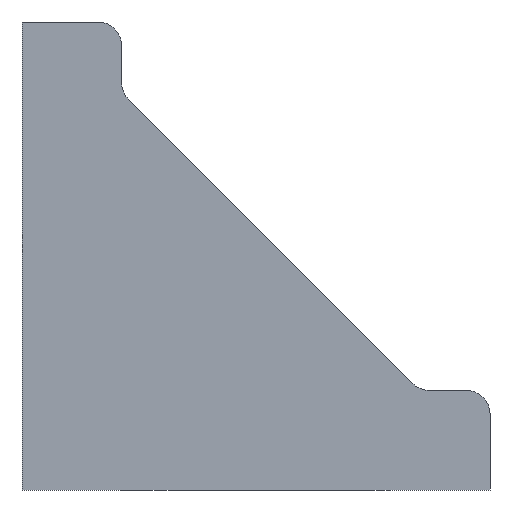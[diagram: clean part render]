
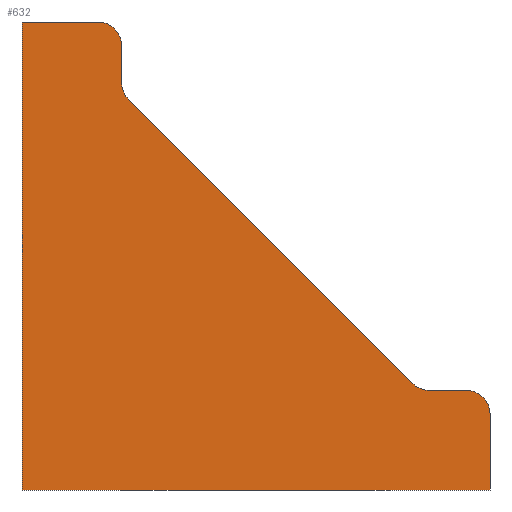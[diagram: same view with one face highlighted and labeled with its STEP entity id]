
A CAD part, left-side view. The second image highlights one B-rep face of the part: STEP entity #632.
In plain terms, the highlighted planar face has unit normal (-1, 0, 0).
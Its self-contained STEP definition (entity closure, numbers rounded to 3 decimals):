
#34=PLANE('',#702);
#66=FACE_OUTER_BOUND('',#98,.T.);
#98=EDGE_LOOP('',(#550,#551,#552,#553,#554,#555,#556,#557,#558,#559,#560));
#109=LINE('',#899,#175);
#119=LINE('',#927,#185);
#142=LINE('',#989,#208);
#147=LINE('',#999,#213);
#168=LINE('',#1059,#234);
#169=LINE('',#1062,#235);
#170=LINE('',#1063,#236);
#175=VECTOR('',#719,10.);
#185=VECTOR('',#743,10.);
#208=VECTOR('',#798,10.);
#213=VECTOR('',#809,10.);
#234=VECTOR('',#872,10.);
#235=VECTOR('',#875,10.);
#236=VECTOR('',#876,10.);
#239=CIRCLE('',#652,2.);
#241=CIRCLE('',#656,2.);
#253=CIRCLE('',#679,2.);
#254=CIRCLE('',#682,2.);
#263=VERTEX_POINT('',#889);
#264=VERTEX_POINT('',#890);
#267=VERTEX_POINT('',#898);
#269=VERTEX_POINT('',#904);
#278=VERTEX_POINT('',#926);
#300=VERTEX_POINT('',#986);
#301=VERTEX_POINT('',#988);
#302=VERTEX_POINT('',#993);
#303=VERTEX_POINT('',#994);
#304=VERTEX_POINT('',#1001);
#322=VERTEX_POINT('',#1061);
#323=EDGE_CURVE('',#263,#264,#239,.T.);
#327=EDGE_CURVE('',#267,#264,#109,.T.);
#330=EDGE_CURVE('',#267,#269,#241,.T.);
#341=EDGE_CURVE('',#278,#269,#119,.T.);
#372=EDGE_CURVE('',#300,#301,#142,.T.);
#375=EDGE_CURVE('',#302,#303,#253,.T.);
#378=EDGE_CURVE('',#263,#303,#147,.T.);
#379=EDGE_CURVE('',#301,#304,#254,.T.);
#408=EDGE_CURVE('',#304,#302,#168,.T.);
#409=EDGE_CURVE('',#322,#300,#169,.T.);
#410=EDGE_CURVE('',#322,#278,#170,.T.);
#550=ORIENTED_EDGE('',*,*,#330,.F.);
#551=ORIENTED_EDGE('',*,*,#327,.T.);
#552=ORIENTED_EDGE('',*,*,#323,.F.);
#553=ORIENTED_EDGE('',*,*,#378,.T.);
#554=ORIENTED_EDGE('',*,*,#375,.F.);
#555=ORIENTED_EDGE('',*,*,#408,.F.);
#556=ORIENTED_EDGE('',*,*,#379,.F.);
#557=ORIENTED_EDGE('',*,*,#372,.F.);
#558=ORIENTED_EDGE('',*,*,#409,.F.);
#559=ORIENTED_EDGE('',*,*,#410,.T.);
#560=ORIENTED_EDGE('',*,*,#341,.T.);
#632=ADVANCED_FACE('',(#66),#34,.F.);
#652=AXIS2_PLACEMENT_3D('',#891,#711,#712);
#656=AXIS2_PLACEMENT_3D('',#905,#724,#725);
#679=AXIS2_PLACEMENT_3D('',#995,#803,#804);
#682=AXIS2_PLACEMENT_3D('',#1002,#812,#813);
#702=AXIS2_PLACEMENT_3D('',#1060,#873,#874);
#711=DIRECTION('center_axis',(-1.,0.,0.));
#712=DIRECTION('ref_axis',(0.,0.383,-0.924));
#719=DIRECTION('',(0.,1.,0.));
#724=DIRECTION('center_axis',(1.,0.,0.));
#725=DIRECTION('ref_axis',(0.,-0.707,0.707));
#743=DIRECTION('',(0.,0.,1.));
#798=DIRECTION('',(0.,-1.,0.));
#803=DIRECTION('center_axis',(-1.,0.,0.));
#804=DIRECTION('ref_axis',(0.,0.924,-0.383));
#809=DIRECTION('',(0.,0.707,0.707));
#812=DIRECTION('center_axis',(1.,0.,0.));
#813=DIRECTION('ref_axis',(0.,-0.707,0.707));
#872=DIRECTION('',(0.,0.,-1.));
#873=DIRECTION('center_axis',(1.,0.,0.));
#874=DIRECTION('ref_axis',(0.,1.,0.));
#875=DIRECTION('',(0.,0.,1.));
#876=DIRECTION('',(0.,-1.,0.));
#889=CARTESIAN_POINT('',(-17.5,-33.414,9.086));
#890=CARTESIAN_POINT('',(-17.5,-34.828,8.5));
#891=CARTESIAN_POINT('Origin',(-17.5,-34.828,10.5));
#898=CARTESIAN_POINT('',(-17.5,-38.,8.5));
#899=CARTESIAN_POINT('',(-17.5,-40.,8.5));
#904=CARTESIAN_POINT('',(-17.5,-40.,6.5));
#905=CARTESIAN_POINT('Origin',(-17.5,-38.,6.5));
#926=CARTESIAN_POINT('',(-17.5,-40.,0.));
#927=CARTESIAN_POINT('',(-17.5,-40.,0.));
#986=CARTESIAN_POINT('',(-17.5,0.,40.));
#988=CARTESIAN_POINT('',(-17.5,-6.5,40.));
#989=CARTESIAN_POINT('',(-17.5,0.,40.));
#993=CARTESIAN_POINT('',(-17.5,-8.5,34.828));
#994=CARTESIAN_POINT('',(-17.5,-9.086,33.414));
#995=CARTESIAN_POINT('Origin',(-17.5,-10.5,34.828));
#999=CARTESIAN_POINT('',(-17.5,-34.,8.5));
#1001=CARTESIAN_POINT('',(-17.5,-8.5,38.));
#1002=CARTESIAN_POINT('Origin',(-17.5,-6.5,38.));
#1059=CARTESIAN_POINT('',(-17.5,-8.5,40.));
#1060=CARTESIAN_POINT('Origin',(-17.5,-20.,20.));
#1061=CARTESIAN_POINT('',(-17.5,0.,0.));
#1062=CARTESIAN_POINT('',(-17.5,0.,0.));
#1063=CARTESIAN_POINT('',(-17.5,0.,0.));
